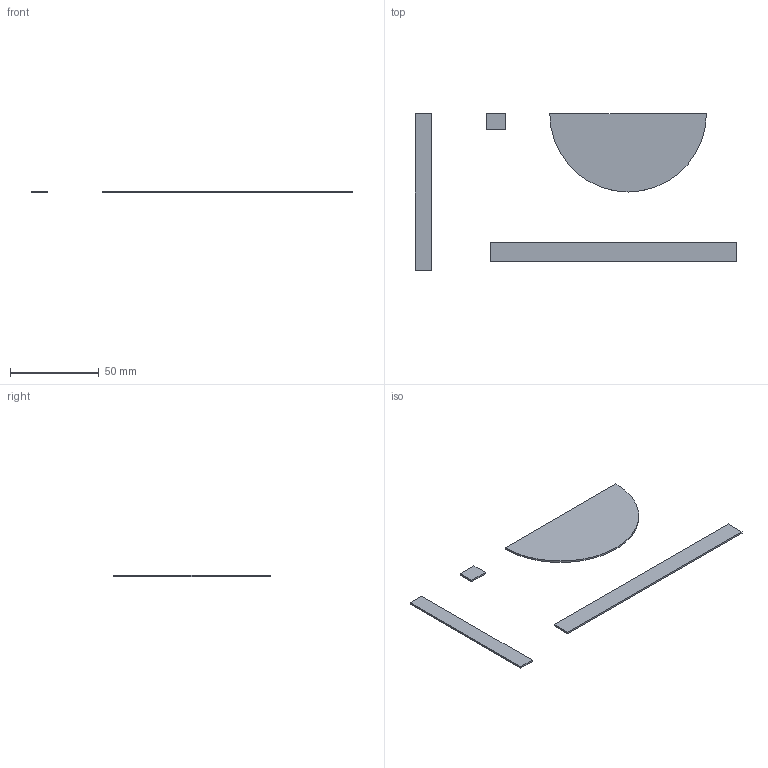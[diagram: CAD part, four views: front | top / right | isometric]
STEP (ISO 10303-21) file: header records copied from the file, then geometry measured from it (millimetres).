
FILE_DESCRIPTION(/* description */ (''),/* implementation_level */ '2;1');
FILE_NAME(/* name */ 'plate_design_2D_version2 v1.step',/* time_stamp */ '2024-04-18T01:36:34-04:00',/* author */ (''),/* organization */ (''),/* preprocessor_version */ 'ST-DEVELOPER v20',/* originating_system */ 'Autodesk Translation Framework v12.20.1.177',/* authorisation */ '');
FILE_SCHEMA (('AUTOMOTIVE_DESIGN { 1 0 10303 214 3 1 1 }'));
Length unit declared in the file: millimetre
Products named in the file (1): plate_design_2D_version2
Bounding box: 181.27 x 88.34 x 1 mm (x, y, z)
Volume: 5496.4 mm3; surface area: 11754.6 mm2
Topology: 4 solids, 4 shells, 22 faces, 42 edges, 28 vertices
Faces by surface type: plane 21, cylinder 1
Entity records: 578 total; most frequent: CARTESIAN_POINT 93, DIRECTION 90, ORIENTED_EDGE 84, EDGE_CURVE 42, LINE 40, VECTOR 40, VERTEX_POINT 28, AXIS2_PLACEMENT_3D 25
